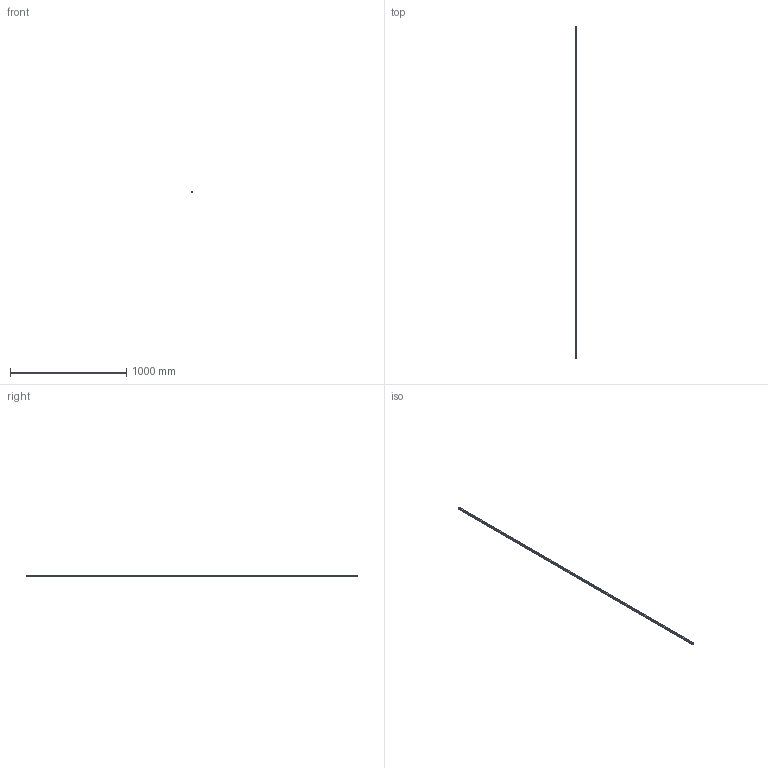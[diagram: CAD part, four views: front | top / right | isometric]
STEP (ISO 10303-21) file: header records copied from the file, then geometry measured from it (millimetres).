
FILE_DESCRIPTION(('STEP AP214'),'1');
FILE_NAME('cctmp_7EF5C2C1-B0DF-4F2A-885A-7D583091B5AC_2021_01_19_11_27_03_0750..stp','2021-01-19T10:27:03',('HIWIN GmbH'),('CADClick - www.CADClick.com'),'Spatial InterOp 3D',' ','unknown authorization');
FILE_SCHEMA(('AUTOMOTIVE_DESIGN'));
Length unit declared in the file: millimetre
Products named in the file (1): HGR15T2850C_FILE
Bounding box: 15 x 2850 x 15 mm (x, y, z)
Volume: 534916.6 mm3; surface area: 180853.9 mm2
Topology: 1 solids, 1 shells, 307 faces, 807 edges, 458 vertices
Faces by surface type: cylinder 122, cone 96, plane 89
Entity records: 11185 total; most frequent: DIRECTION 1571, CARTESIAN_POINT 1477, ORIENTED_EDGE 1422, EDGE_CURVE 711, AXIS2_PLACEMENT_3D 552, LINE 467, VECTOR 467, VERTEX_POINT 458
